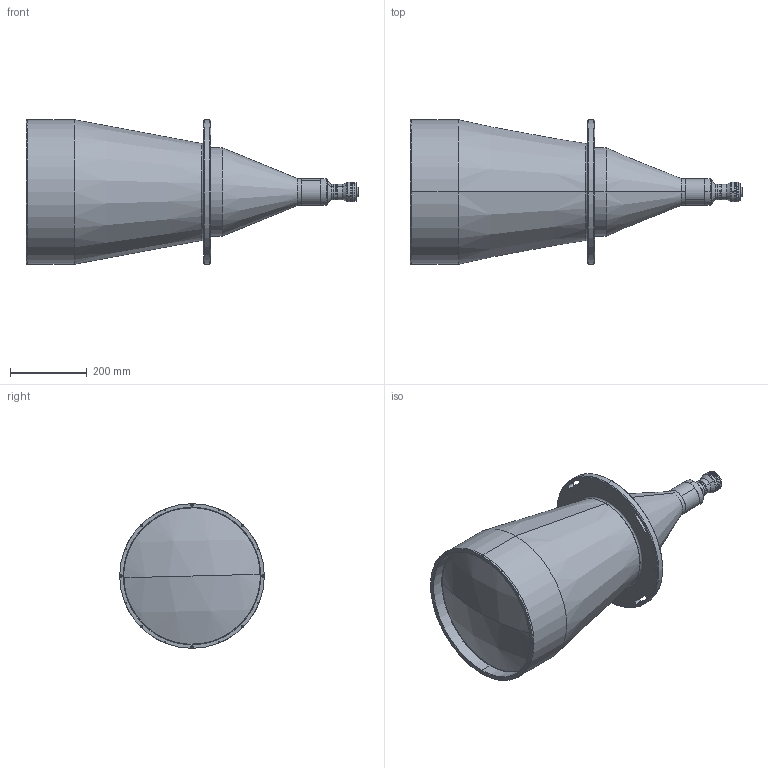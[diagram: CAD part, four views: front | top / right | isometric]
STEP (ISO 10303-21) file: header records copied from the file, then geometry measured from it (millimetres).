
FILE_DESCRIPTION (( 'STEP AP203' ), '1' );
FILE_NAME ('XF-PTL35019-C.STEP', '2019-07-19T09:01:49', ( 'puyufan' ), ( '' ), 'SwSTEP 2.0', 'SolidWorks 2014', '' );
FILE_SCHEMA (( 'CONFIG_CONTROL_DESIGN' ));
Length unit declared in the file: millimetre
Products named in the file (1): XF-PTL35019-C
Bounding box: 863.49 x 376 x 376 mm (x, y, z)
Surface area: 985507.6 mm2 (no closed solid volume)
Topology: 0 solids, 44 shells, 267 faces, 1263 edges, 1028 vertices
Faces by surface type: cylinder 131, plane 76, torus 30, cone 26, sphere 4
Entity records: 17577 total; most frequent: CARTESIAN_POINT 7377, DIRECTION 2141, ORIENTED_EDGE 1760, EDGE_CURVE 1263, VERTEX_POINT 1028, AXIS2_PLACEMENT_3D 826, CIRCLE 558, LINE 489
